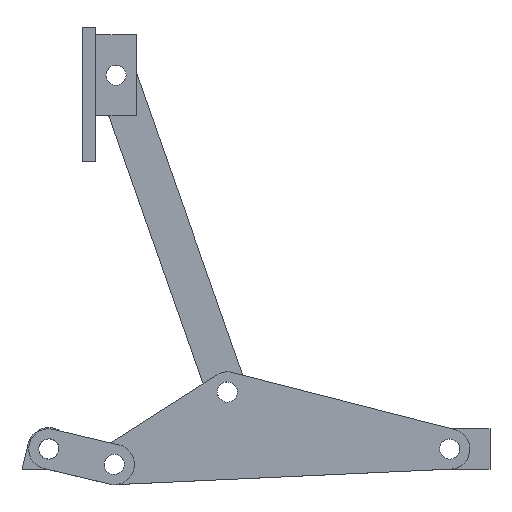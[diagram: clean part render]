
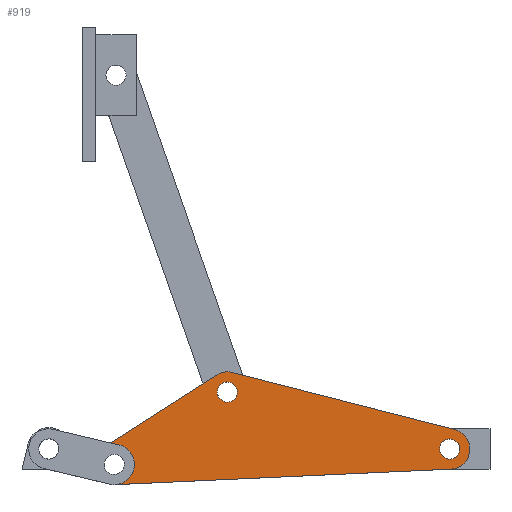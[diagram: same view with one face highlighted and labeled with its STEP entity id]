
A CAD part, top view. The second image highlights one B-rep face of the part: STEP entity #919.
In plain terms, the highlighted planar face has unit normal (0, 0, 1).
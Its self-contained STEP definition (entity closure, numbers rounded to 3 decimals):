
#36 = ORIENTED_EDGE ( 'NONE', *, *, #1477, .F. ) ;
#41 = CARTESIAN_POINT ( 'NONE',  ( 116.819, 13.941, 10. ) ) ;
#86 = CARTESIAN_POINT ( 'NONE',  ( -54.644, 62.053, 10. ) ) ;
#94 = EDGE_CURVE ( 'NONE', #1062, #2497, #1931, .T. ) ;
#96 = ORIENTED_EDGE ( 'NONE', *, *, #1394, .F. ) ;
#191 = LINE ( 'NONE', #1808, #734 ) ;
#208 = CARTESIAN_POINT ( 'NONE',  ( -125.664, 11.057, 10. ) ) ;
#210 = EDGE_LOOP ( 'NONE', ( #1999, #36 ) ) ;
#235 = CIRCLE ( 'NONE', #2400, 7.5 ) ;
#244 = CIRCLE ( 'NONE', #351, 7.5 ) ;
#263 = DIRECTION ( 'NONE',  ( 1., 0., 0. ) ) ;
#319 = CARTESIAN_POINT ( 'NONE',  ( 109.319, 13.941, 10. ) ) ;
#351 = AXIS2_PLACEMENT_3D ( 'NONE', #1028, #1677, #1270 ) ;
#374 = DIRECTION ( 'NONE',  ( 0., 0., -1. ) ) ;
#404 = AXIS2_PLACEMENT_3D ( 'NONE', #1758, #374, #960 ) ;
#407 = AXIS2_PLACEMENT_3D ( 'NONE', #907, #1704, #2480 ) ;
#427 = VERTEX_POINT ( 'NONE', #208 ) ;
#474 = CARTESIAN_POINT ( 'NONE',  ( 124.319, 13.941, 10. ) ) ;
#526 = DIRECTION ( 'NONE',  ( -0.96, 0.282, 0. ) ) ;
#529 = CIRCLE ( 'NONE', #811, 7.5 ) ;
#561 = PLANE ( 'NONE',  #404 ) ;
#584 = CARTESIAN_POINT ( 'NONE',  ( -47.144, 62.053, 10. ) ) ;
#587 = DIRECTION ( 'NONE',  ( 1., 0.012, 0. ) ) ;
#594 = DIRECTION ( 'NONE',  ( 0., 0., 1. ) ) ;
#629 = VERTEX_POINT ( 'NONE', #1053 ) ;
#631 = CARTESIAN_POINT ( 'NONE',  ( 121.043, 28.334, 10. ) ) ;
#632 = VERTEX_POINT ( 'NONE', #1450 ) ;
#638 = DIRECTION ( 'NONE',  ( 0., 0., 1. ) ) ;
#647 = ORIENTED_EDGE ( 'NONE', *, *, #1682, .T. ) ;
#669 = DIRECTION ( 'NONE',  ( 0., 0., 1. ) ) ;
#702 = VECTOR ( 'NONE', #932, 1000. ) ;
#704 = ORIENTED_EDGE ( 'NONE', *, *, #94, .T. ) ;
#734 = VECTOR ( 'NONE', #587, 1000. ) ;
#738 = CARTESIAN_POINT ( 'NONE',  ( -47.144, 62.053, 10. ) ) ;
#765 = FACE_BOUND ( 'NONE', #2005, .T. ) ;
#768 = CIRCLE ( 'NONE', #1899, 15. ) ;
#793 = ORIENTED_EDGE ( 'NONE', *, *, #1743, .T. ) ;
#802 = VERTEX_POINT ( 'NONE', #1290 ) ;
#811 = AXIS2_PLACEMENT_3D ( 'NONE', #844, #2056, #1057 ) ;
#842 = EDGE_CURVE ( 'NONE', #802, #632, #191, .T. ) ;
#844 = CARTESIAN_POINT ( 'NONE',  ( 116.819, 13.941, 10. ) ) ;
#907 = CARTESIAN_POINT ( 'NONE',  ( 116.819, 13.941, 10. ) ) ;
#919 = ADVANCED_FACE ( 'NONE', ( #1392, #1180, #765, #1209 ), #561, .F. ) ;
#932 = DIRECTION ( 'NONE',  ( -0.86, -0.51, 0. ) ) ;
#960 = DIRECTION ( 'NONE',  ( -1., 0., 0. ) ) ;
#964 = DIRECTION ( 'NONE',  ( -1., 0., 0. ) ) ;
#970 = ORIENTED_EDGE ( 'NONE', *, *, #2394, .F. ) ;
#1028 = CARTESIAN_POINT ( 'NONE',  ( -133.164, 11.057, 10. ) ) ;
#1041 = ORIENTED_EDGE ( 'NONE', *, *, #1975, .F. ) ;
#1053 = CARTESIAN_POINT ( 'NONE',  ( -140.813, 23.96, 10. ) ) ;
#1057 = DIRECTION ( 'NONE',  ( 1., 0., 0. ) ) ;
#1062 = VERTEX_POINT ( 'NONE', #631 ) ;
#1070 = CARTESIAN_POINT ( 'NONE',  ( -148.164, 11.057, 10. ) ) ;
#1083 = EDGE_LOOP ( 'NONE', ( #1184, #793, #647, #2010, #1601, #704, #1649 ) ) ;
#1124 = DIRECTION ( 'NONE',  ( 1., 0., 0. ) ) ;
#1164 = VERTEX_POINT ( 'NONE', #2213 ) ;
#1180 = FACE_BOUND ( 'NONE', #1252, .T. ) ;
#1184 = ORIENTED_EDGE ( 'NONE', *, *, #2083, .T. ) ;
#1209 = FACE_BOUND ( 'NONE', #210, .T. ) ;
#1216 = VERTEX_POINT ( 'NONE', #86 ) ;
#1252 = EDGE_LOOP ( 'NONE', ( #1797, #1041 ) ) ;
#1270 = DIRECTION ( 'NONE',  ( 1., 0., 0. ) ) ;
#1284 = DIRECTION ( 'NONE',  ( 0., 0., 1. ) ) ;
#1290 = CARTESIAN_POINT ( 'NONE',  ( -132.991, -3.942, 10. ) ) ;
#1313 = LINE ( 'NONE', #2543, #702 ) ;
#1322 = CIRCLE ( 'NONE', #1909, 7.5 ) ;
#1338 = AXIS2_PLACEMENT_3D ( 'NONE', #1505, #638, #2031 ) ;
#1341 = VECTOR ( 'NONE', #526, 1000. ) ;
#1362 = AXIS2_PLACEMENT_3D ( 'NONE', #2465, #2044, #2283 ) ;
#1375 = AXIS2_PLACEMENT_3D ( 'NONE', #41, #669, #1923 ) ;
#1392 = FACE_OUTER_BOUND ( 'NONE', #1083, .T. ) ;
#1394 = EDGE_CURVE ( 'NONE', #1216, #1418, #235, .T. ) ;
#1418 = VERTEX_POINT ( 'NONE', #2082 ) ;
#1450 = CARTESIAN_POINT ( 'NONE',  ( 116.992, -1.058, 10. ) ) ;
#1477 = EDGE_CURVE ( 'NONE', #2523, #2140, #1532, .T. ) ;
#1486 = CIRCLE ( 'NONE', #1362, 7.5 ) ;
#1504 = CARTESIAN_POINT ( 'NONE',  ( -49.181, 78.283, 10. ) ) ;
#1505 = CARTESIAN_POINT ( 'NONE',  ( -133.164, 11.057, 10. ) ) ;
#1532 = CIRCLE ( 'NONE', #407, 7.5 ) ;
#1601 = ORIENTED_EDGE ( 'NONE', *, *, #1681, .T. ) ;
#1649 = ORIENTED_EDGE ( 'NONE', *, *, #2306, .T. ) ;
#1677 = DIRECTION ( 'NONE',  ( 0., 0., 1. ) ) ;
#1681 = EDGE_CURVE ( 'NONE', #632, #1062, #2166, .T. ) ;
#1682 = EDGE_CURVE ( 'NONE', #2483, #802, #2450, .T. ) ;
#1689 = CARTESIAN_POINT ( 'NONE',  ( -140.664, 11.057, 10. ) ) ;
#1704 = DIRECTION ( 'NONE',  ( 0., 0., 1. ) ) ;
#1743 = EDGE_CURVE ( 'NONE', #629, #2483, #2205, .T. ) ;
#1751 = CARTESIAN_POINT ( 'NONE',  ( -133.164, 11.057, 10. ) ) ;
#1758 = CARTESIAN_POINT ( 'NONE',  ( 0., 0., 10. ) ) ;
#1783 = EDGE_CURVE ( 'NONE', #1828, #427, #244, .T. ) ;
#1797 = ORIENTED_EDGE ( 'NONE', *, *, #1783, .F. ) ;
#1808 = CARTESIAN_POINT ( 'NONE',  ( 217.268, 0.098, 10. ) ) ;
#1828 = VERTEX_POINT ( 'NONE', #1689 ) ;
#1899 = AXIS2_PLACEMENT_3D ( 'NONE', #584, #594, #1980 ) ;
#1901 = CARTESIAN_POINT ( 'NONE',  ( -133.164, 11.057, 10. ) ) ;
#1909 = AXIS2_PLACEMENT_3D ( 'NONE', #1901, #2059, #263 ) ;
#1923 = DIRECTION ( 'NONE',  ( -1., 0., 0. ) ) ;
#1931 = LINE ( 'NONE', #1504, #1341 ) ;
#1975 = EDGE_CURVE ( 'NONE', #427, #1828, #1322, .T. ) ;
#1980 = DIRECTION ( 'NONE',  ( -1., 0., 0. ) ) ;
#1987 = DIRECTION ( 'NONE',  ( 0., 0., 1. ) ) ;
#1999 = ORIENTED_EDGE ( 'NONE', *, *, #2569, .F. ) ;
#2005 = EDGE_LOOP ( 'NONE', ( #96, #970 ) ) ;
#2010 = ORIENTED_EDGE ( 'NONE', *, *, #842, .T. ) ;
#2031 = DIRECTION ( 'NONE',  ( -1., 0., 0. ) ) ;
#2044 = DIRECTION ( 'NONE',  ( 0., 0., 1. ) ) ;
#2056 = DIRECTION ( 'NONE',  ( 0., 0., 1. ) ) ;
#2059 = DIRECTION ( 'NONE',  ( 0., 0., 1. ) ) ;
#2082 = CARTESIAN_POINT ( 'NONE',  ( -39.644, 62.053, 10. ) ) ;
#2083 = EDGE_CURVE ( 'NONE', #1164, #629, #1313, .T. ) ;
#2140 = VERTEX_POINT ( 'NONE', #319 ) ;
#2166 = CIRCLE ( 'NONE', #1375, 15. ) ;
#2205 = CIRCLE ( 'NONE', #2531, 15. ) ;
#2213 = CARTESIAN_POINT ( 'NONE',  ( -54.793, 74.956, 10. ) ) ;
#2260 = CARTESIAN_POINT ( 'NONE',  ( -42.921, 76.446, 10. ) ) ;
#2283 = DIRECTION ( 'NONE',  ( 1., 0., 0. ) ) ;
#2306 = EDGE_CURVE ( 'NONE', #2497, #1164, #768, .T. ) ;
#2394 = EDGE_CURVE ( 'NONE', #1418, #1216, #1486, .T. ) ;
#2400 = AXIS2_PLACEMENT_3D ( 'NONE', #738, #1284, #1124 ) ;
#2450 = CIRCLE ( 'NONE', #1338, 15. ) ;
#2465 = CARTESIAN_POINT ( 'NONE',  ( -47.144, 62.053, 10. ) ) ;
#2480 = DIRECTION ( 'NONE',  ( 1., 0., 0. ) ) ;
#2483 = VERTEX_POINT ( 'NONE', #1070 ) ;
#2497 = VERTEX_POINT ( 'NONE', #2260 ) ;
#2523 = VERTEX_POINT ( 'NONE', #474 ) ;
#2531 = AXIS2_PLACEMENT_3D ( 'NONE', #1751, #1987, #964 ) ;
#2543 = CARTESIAN_POINT ( 'NONE',  ( -188.968, -4.588, 10. ) ) ;
#2569 = EDGE_CURVE ( 'NONE', #2140, #2523, #529, .T. ) ;
